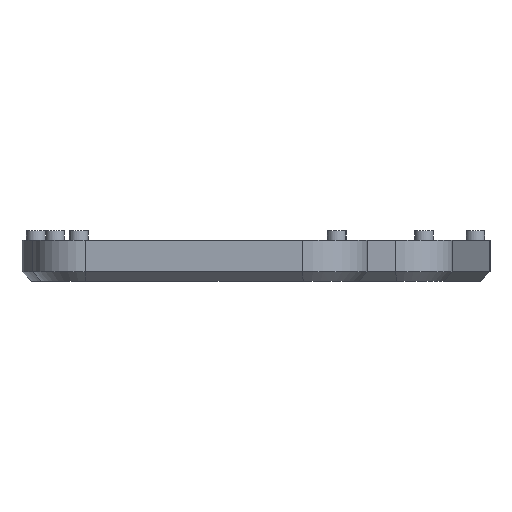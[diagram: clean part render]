
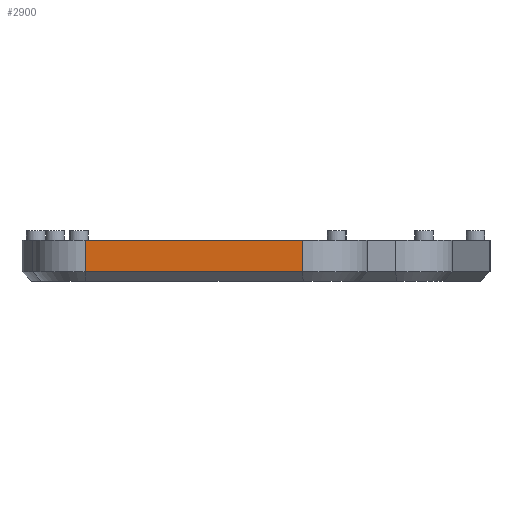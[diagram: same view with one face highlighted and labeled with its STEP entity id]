
A CAD part, left-side view. The second image highlights one B-rep face of the part: STEP entity #2900.
In plain terms, the highlighted planar face has unit normal (-0.996, 0.089, 0).
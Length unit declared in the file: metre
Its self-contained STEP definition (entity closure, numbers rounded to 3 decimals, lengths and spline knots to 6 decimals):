
#310=ORIENTED_EDGE('',*,*,#1156,.T.);
#311=ORIENTED_EDGE('',*,*,#1157,.T.);
#312=ORIENTED_EDGE('',*,*,#1153,.F.);
#313=ORIENTED_EDGE('',*,*,#1158,.F.);
#1153=EDGE_CURVE('',#1567,#1568,#1857,.T.);
#1156=EDGE_CURVE('',#1569,#1570,#1858,.T.);
#1157=EDGE_CURVE('',#1570,#1568,#1859,.F.);
#1158=EDGE_CURVE('',#1569,#1567,#1860,.T.);
#1567=VERTEX_POINT('',#4391);
#1568=VERTEX_POINT('',#4392);
#1569=VERTEX_POINT('',#4397);
#1570=VERTEX_POINT('',#4398);
#1857=LINE('',#4390,#2147);
#1858=LINE('',#4396,#2148);
#1859=LINE('',#4399,#2149);
#1860=LINE('',#4400,#2150);
#2147=VECTOR('',#3486,1.);
#2148=VECTOR('',#3493,1.);
#2149=VECTOR('',#3494,1.);
#2150=VECTOR('',#3495,1.);
#2411=EDGE_LOOP('',(#310,#311,#312,#313));
#2605=FACE_BOUND('',#2411,.T.);
#2791=PLANE('',#3101);
#2900=ADVANCED_FACE('',(#2605),#2791,.F.);
#3101=AXIS2_PLACEMENT_3D('',#4395,#3491,#3492);
#3486=DIRECTION('',(0.,0.,-1.));
#3491=DIRECTION('',(0.996,-0.089,0.));
#3492=DIRECTION('',(-0.089,-0.996,0.));
#3493=DIRECTION('',(0.,0.,-1.));
#3494=DIRECTION('',(0.089,0.996,0.));
#3495=DIRECTION('',(-0.089,-0.996,0.));
#4390=CARTESIAN_POINT('',(-0.119132,-0.010821,-0.002));
#4391=CARTESIAN_POINT('',(-0.119132,-0.010821,0.0045));
#4392=CARTESIAN_POINT('',(-0.119132,-0.010821,-0.002));
#4395=CARTESIAN_POINT('',(-0.117109,0.011705,-0.002));
#4396=CARTESIAN_POINT('',(-0.115085,0.034231,-0.002));
#4397=CARTESIAN_POINT('',(-0.115085,0.034231,0.0045));
#4398=CARTESIAN_POINT('',(-0.115085,0.034231,-0.002));
#4399=CARTESIAN_POINT('',(-0.117109,0.011705,-0.002));
#4400=CARTESIAN_POINT('',(-0.117109,0.011705,0.0045));
